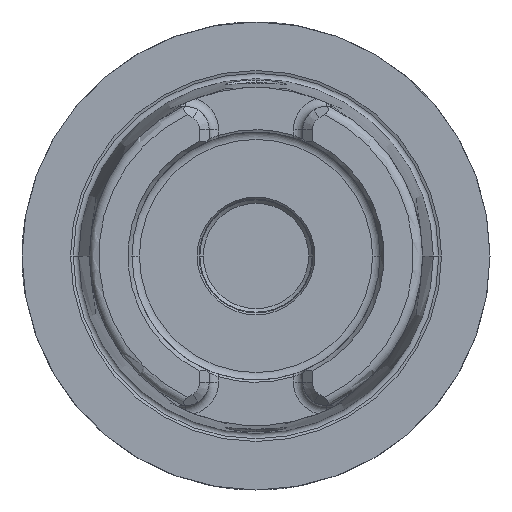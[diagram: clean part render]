
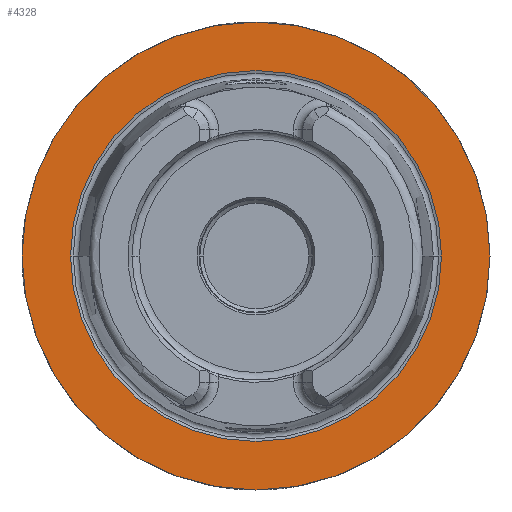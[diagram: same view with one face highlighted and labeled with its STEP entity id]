
A CAD part, left-side view. The second image highlights one B-rep face of the part: STEP entity #4328.
In plain terms, the highlighted planar face has unit normal (-1, 0, 0).
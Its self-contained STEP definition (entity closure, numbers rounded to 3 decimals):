
#905=CARTESIAN_POINT('',(0.,0.,0.));
#906=DIRECTION('',(1.,0.,0.));
#907=DIRECTION('',(0.,1.,0.));
#908=AXIS2_PLACEMENT_3D('',#905,#906,#907);
#910=CARTESIAN_POINT('',(0.,0.,0.));
#911=DIRECTION('',(-1.,0.,0.));
#912=DIRECTION('',(0.,1.,0.));
#913=AXIS2_PLACEMENT_3D('',#910,#911,#912);
#915=CARTESIAN_POINT('',(0.,0.,0.));
#916=DIRECTION('',(-1.,0.,0.));
#917=DIRECTION('',(0.,-1.,0.));
#918=AXIS2_PLACEMENT_3D('',#915,#916,#917);
#920=CARTESIAN_POINT('',(0.,0.,0.));
#921=DIRECTION('',(-1.,0.,0.));
#922=DIRECTION('',(0.,1.,0.));
#923=AXIS2_PLACEMENT_3D('',#920,#921,#922);
#2879=CARTESIAN_POINT('',(0.,50.,0.));
#2880=CARTESIAN_POINT('',(0.,-50.,0.));
#2881=VERTEX_POINT('',#2879);
#2882=VERTEX_POINT('',#2880);
#2907=CARTESIAN_POINT('',(0.,-39.632,0.));
#2908=VERTEX_POINT('',#2907);
#2909=CARTESIAN_POINT('',(0.,39.632,0.));
#2910=VERTEX_POINT('',#2909);
#4313=CARTESIAN_POINT('',(0.,0.,0.));
#4314=DIRECTION('',(1.,0.,0.));
#4315=DIRECTION('',(0.,-1.,0.));
#4316=AXIS2_PLACEMENT_3D('',#4313,#4314,#4315);
#4317=PLANE('',#4316);
#4319=ORIENTED_EDGE('',*,*,#4318,.T.);
#4321=ORIENTED_EDGE('',*,*,#4320,.F.);
#4322=EDGE_LOOP('',(#4319,#4321));
#4323=FACE_OUTER_BOUND('',#4322,.F.);
#4324=ORIENTED_EDGE('',*,*,#4308,.T.);
#4325=ORIENTED_EDGE('',*,*,#4292,.T.);
#4326=EDGE_LOOP('',(#4324,#4325));
#4327=FACE_BOUND('',#4326,.F.);
#4328=ADVANCED_FACE('',(#4323,#4327),#4317,.F.);
#909=CIRCLE('',#908,50.);
#914=CIRCLE('',#913,50.);
#919=CIRCLE('',#918,39.632);
#924=CIRCLE('',#923,39.632);
#4292=EDGE_CURVE('',#2910,#2908,#924,.T.);
#4308=EDGE_CURVE('',#2908,#2910,#919,.T.);
#4318=EDGE_CURVE('',#2881,#2882,#909,.T.);
#4320=EDGE_CURVE('',#2881,#2882,#914,.T.);
